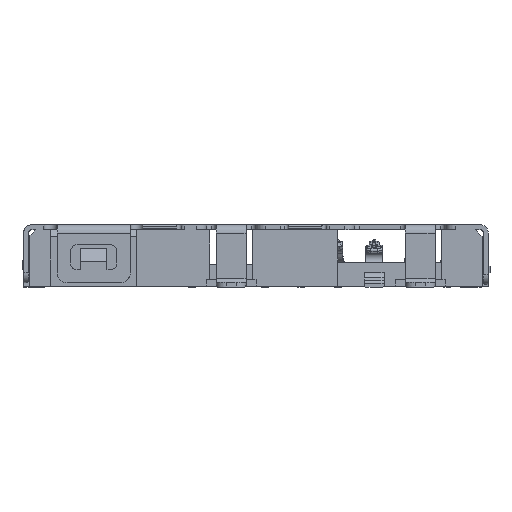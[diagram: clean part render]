
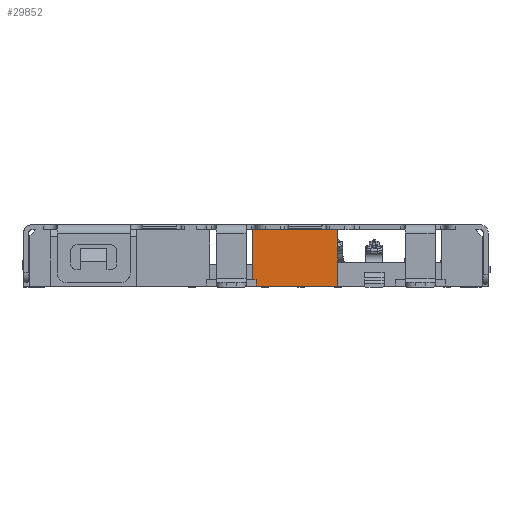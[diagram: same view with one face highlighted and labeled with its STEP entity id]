
A CAD part, front view. The second image highlights one B-rep face of the part: STEP entity #29852.
In plain terms, the highlighted planar face has unit normal (0, -1, 0).
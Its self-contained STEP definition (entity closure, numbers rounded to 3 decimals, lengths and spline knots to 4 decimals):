
#3066=DIRECTION('',(0.,0.,1.));
#3067=VECTOR('',#3066,1.7);
#3068=CARTESIAN_POINT('',(45.9316,58.6022,-0.9));
#3069=LINE('',#3068,#3067);
#3078=DIRECTION('',(-1.,0.,0.));
#3079=VECTOR('',#3078,2.46);
#3080=CARTESIAN_POINT('',(45.9316,58.6022,-0.9));
#3081=LINE('',#3080,#3079);
#3082=DIRECTION('',(0.,0.,1.));
#3083=VECTOR('',#3082,0.2);
#3084=CARTESIAN_POINT('',(43.4716,58.6022,-0.9));
#3085=LINE('',#3084,#3083);
#3086=DIRECTION('',(-1.,0.,0.));
#3087=VECTOR('',#3086,0.1);
#3088=CARTESIAN_POINT('',(43.4716,58.6022,-0.7));
#3089=LINE('',#3088,#3087);
#3090=DIRECTION('',(0.,0.,1.));
#3091=VECTOR('',#3090,1.5);
#3092=CARTESIAN_POINT('',(43.3716,58.6022,-0.7));
#3093=LINE('',#3092,#3091);
#3094=DIRECTION('',(1.,0.,0.));
#3095=VECTOR('',#3094,2.56);
#3096=CARTESIAN_POINT('',(43.3716,58.6022,0.8));
#3097=LINE('',#3096,#3095);
#23432=CARTESIAN_POINT('',(43.4716,58.6022,-0.9));
#23433=VERTEX_POINT('',#23432);
#23434=CARTESIAN_POINT('',(45.9316,58.6022,-0.9));
#23435=VERTEX_POINT('',#23434);
#25004=CARTESIAN_POINT('',(43.3716,58.6022,0.8));
#25005=VERTEX_POINT('',#25004);
#25006=CARTESIAN_POINT('',(43.3716,58.6022,-0.7));
#25007=VERTEX_POINT('',#25006);
#25012=CARTESIAN_POINT('',(45.9316,58.6022,0.8));
#25013=VERTEX_POINT('',#25012);
#26135=CARTESIAN_POINT('',(43.4716,58.6022,-0.7));
#26136=VERTEX_POINT('',#26135);
#29836=CARTESIAN_POINT('',(51.4664,58.6022,0.75));
#29837=DIRECTION('',(0.,1.,0.));
#29838=DIRECTION('',(-1.,0.,0.));
#29839=AXIS2_PLACEMENT_3D('',#29836,#29837,#29838);
#29840=PLANE('',#29839);
#29841=ORIENTED_EDGE('',*,*,#29827,.F.);
#29842=ORIENTED_EDGE('',*,*,#28877,.T.);
#29844=ORIENTED_EDGE('',*,*,#29843,.T.);
#29846=ORIENTED_EDGE('',*,*,#29845,.T.);
#29848=ORIENTED_EDGE('',*,*,#29847,.T.);
#29849=ORIENTED_EDGE('',*,*,#29736,.T.);
#29850=EDGE_LOOP('',(#29841,#29842,#29844,#29846,#29848,#29849));
#29851=FACE_OUTER_BOUND('',#29850,.F.);
#29852=ADVANCED_FACE('',(#29851),#29840,.F.);
#28877=EDGE_CURVE('',#23435,#23433,#3081,.T.);
#29736=EDGE_CURVE('',#25005,#25013,#3097,.T.);
#29827=EDGE_CURVE('',#23435,#25013,#3069,.T.);
#29843=EDGE_CURVE('',#23433,#26136,#3085,.T.);
#29845=EDGE_CURVE('',#26136,#25007,#3089,.T.);
#29847=EDGE_CURVE('',#25007,#25005,#3093,.T.);
